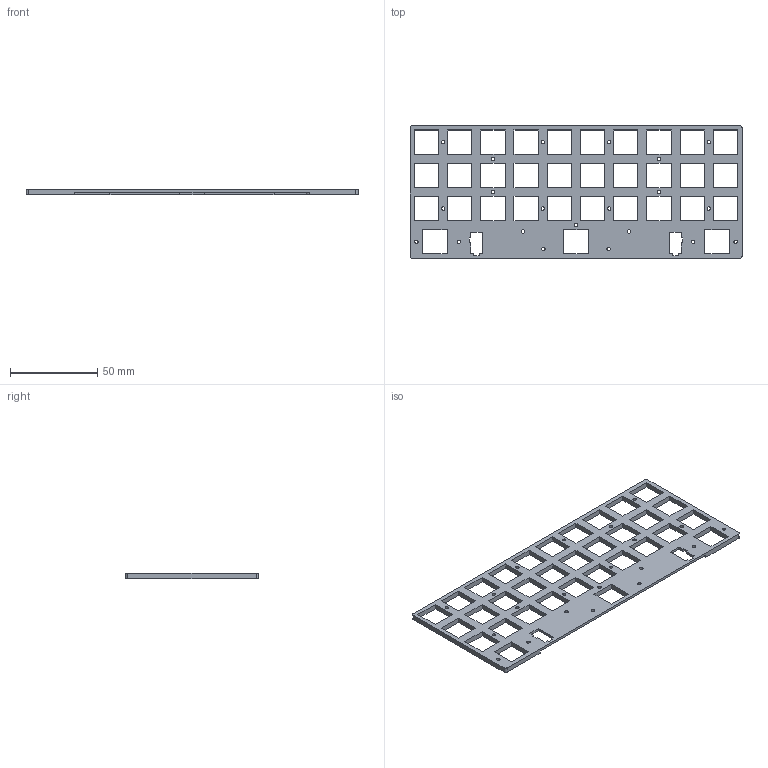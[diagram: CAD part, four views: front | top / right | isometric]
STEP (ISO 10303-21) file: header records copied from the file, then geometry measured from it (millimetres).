
FILE_DESCRIPTION(('HOOPS Exchange Step'),'2;1');
FILE_NAME('temp_export','2023-01-19T21:42:31+19:00',('mobile'),('Shapr3D Limited'),'HOOPS Exchange 2022.1','Shapr3D','Authorized');
FILE_SCHEMA( ('AUTOMOTIVE_DESIGN { 1 0 10303 214 1 1 1 1 }') );
Length unit declared in the file: millimetre
Products named in the file (1): root
Bounding box: 190.5 x 76.2 x 3 mm (x, y, z)
Volume: 22168.8 mm3; surface area: 23335.3 mm2
Topology: 1 solids, 1 shells, 208 faces, 656 edges, 449 vertices
Faces by surface type: plane 180, cylinder 26, bspline 2
Full cylindrical faces by diameter (mm): 2 x20
Entity records: 7591 total; most frequent: CARTESIAN_POINT 1412, ORIENTED_EDGE 1312, DIRECTION 1163, EDGE_CURVE 656, VECTOR 559, LINE 559, VERTEX_POINT 449, EDGE_LOOP 319
